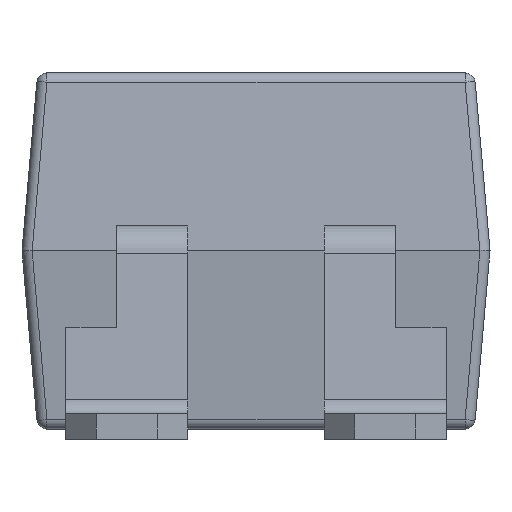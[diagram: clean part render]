
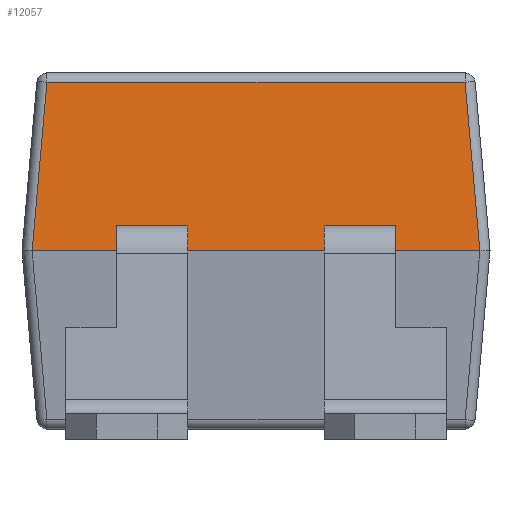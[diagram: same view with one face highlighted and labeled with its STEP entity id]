
A CAD part, left-side view. The second image highlights one B-rep face of the part: STEP entity #12057.
In plain terms, the highlighted planar face has unit normal (-0.996, 0, 0.087).
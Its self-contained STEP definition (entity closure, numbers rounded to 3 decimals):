
#1285 = ORIENTED_EDGE ( 'NONE', *, *, #11732, .T. ) ;
#1500 = DIRECTION ( 'NONE',  ( -0.996, 0., 0.087 ) ) ;
#2058 = CARTESIAN_POINT ( 'NONE',  ( -3.105, 2.147, 1.659 ) ) ;
#2591 = EDGE_CURVE ( 'NONE', #11876, #10121, #6503, .T. ) ;
#3956 = DIRECTION ( 'NONE',  ( -0.087, 0.087, -0.992 ) ) ;
#4202 = CARTESIAN_POINT ( 'NONE',  ( -3.25, 2.3, 0. ) ) ;
#4236 = VECTOR ( 'NONE', #3956, 1000. ) ;
#5893 = LINE ( 'NONE', #4202, #7752 ) ;
#6503 = LINE ( 'NONE', #2058, #14493 ) ;
#6576 = EDGE_LOOP ( 'NONE', ( #1285, #13890, #9322, #14503 ) ) ;
#7040 = CARTESIAN_POINT ( 'NONE',  ( -3.105, -2.055, 1.659 ) ) ;
#7345 = CARTESIAN_POINT ( 'NONE',  ( -3.105, 2.055, 1.659 ) ) ;
#7424 = PLANE ( 'NONE',  #7783 ) ;
#7752 = VECTOR ( 'NONE', #8833, 1000. ) ;
#7783 = AXIS2_PLACEMENT_3D ( 'NONE', #15220, #1500, #18049 ) ;
#7929 = CARTESIAN_POINT ( 'NONE',  ( -3.25, -2.2, 0. ) ) ;
#8080 = DIRECTION ( 'NONE',  ( 0., 1., 0. ) ) ;
#8425 = VECTOR ( 'NONE', #13695, 1000. ) ;
#8833 = DIRECTION ( 'NONE',  ( 0., -1., 0. ) ) ;
#9322 = ORIENTED_EDGE ( 'NONE', *, *, #2591, .T. ) ;
#10121 = VERTEX_POINT ( 'NONE', #7345 ) ;
#10703 = CARTESIAN_POINT ( 'NONE',  ( -3.216, -2.166, 0.388 ) ) ;
#11446 = LINE ( 'NONE', #17431, #4236 ) ;
#11732 = EDGE_CURVE ( 'NONE', #11930, #18973, #5893, .T. ) ;
#11876 = VERTEX_POINT ( 'NONE', #7040 ) ;
#11930 = VERTEX_POINT ( 'NONE', #17756 ) ;
#12057 = ADVANCED_FACE ( 'NONE', ( #16378 ), #7424, .T. ) ;
#13695 = DIRECTION ( 'NONE',  ( 0.087, 0.087, 0.992 ) ) ;
#13890 = ORIENTED_EDGE ( 'NONE', *, *, #16439, .T. ) ;
#14253 = EDGE_CURVE ( 'NONE', #10121, #11930, #11446, .T. ) ;
#14493 = VECTOR ( 'NONE', #8080, 1000. ) ;
#14503 = ORIENTED_EDGE ( 'NONE', *, *, #14253, .T. ) ;
#15220 = CARTESIAN_POINT ( 'NONE',  ( -3.25, 2.3, 0. ) ) ;
#16378 = FACE_OUTER_BOUND ( 'NONE', #6576, .T. ) ;
#16439 = EDGE_CURVE ( 'NONE', #18973, #11876, #16519, .T. ) ;
#16519 = LINE ( 'NONE', #10703, #8425 ) ;
#17431 = CARTESIAN_POINT ( 'NONE',  ( -3.251, 2.201, -0.009 ) ) ;
#17756 = CARTESIAN_POINT ( 'NONE',  ( -3.25, 2.2, 0. ) ) ;
#18049 = DIRECTION ( 'NONE',  ( 0.087, 0., 0.996 ) ) ;
#18973 = VERTEX_POINT ( 'NONE', #7929 ) ;
